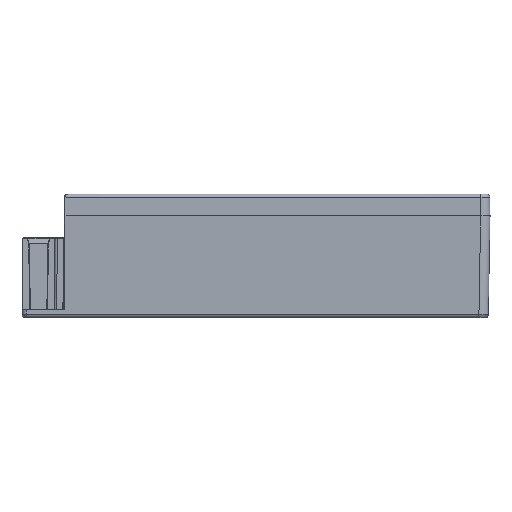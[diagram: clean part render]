
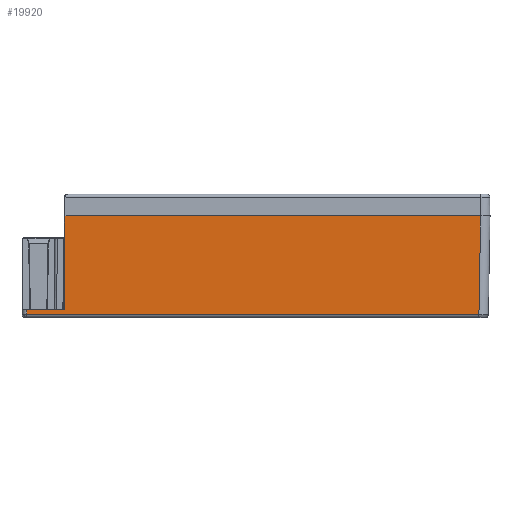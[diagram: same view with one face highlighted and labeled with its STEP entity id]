
A CAD part, top view. The second image highlights one B-rep face of the part: STEP entity #19920.
In plain terms, the highlighted planar face has unit normal (0, -0.018, 1).
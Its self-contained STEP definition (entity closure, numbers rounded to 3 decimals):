
#613 = FACE_OUTER_BOUND ( 'NONE', #35257, .T. ) ;
#948 = VERTEX_POINT ( 'NONE', #28398 ) ;
#2897 = LINE ( 'NONE', #66726, #17297 ) ;
#3432 = CARTESIAN_POINT ( 'NONE',  ( 1.487, 0.983, 44.363 ) ) ;
#4056 = VERTEX_POINT ( 'NONE', #7423 ) ;
#4628 = VERTEX_POINT ( 'NONE', #42855 ) ;
#4795 = VECTOR ( 'NONE', #17212, 1000. ) ;
#7423 = CARTESIAN_POINT ( 'NONE',  ( 146.913, 32.5, 44.913 ) ) ;
#12503 = CARTESIAN_POINT ( 'NONE',  ( 1.5, 2.5, 44.389 ) ) ;
#12872 = CARTESIAN_POINT ( 'NONE',  ( 13.3, 2.5, 44.389 ) ) ;
#17010 = DIRECTION ( 'NONE',  ( 0.009, 1., 0.017 ) ) ;
#17212 = DIRECTION ( 'NONE',  ( -1., 0., 0. ) ) ;
#17297 = VECTOR ( 'NONE', #60606, 1000. ) ;
#19357 = VERTEX_POINT ( 'NONE', #12503 ) ;
#19920 = ADVANCED_FACE ( 'NONE', ( #613 ), #43846, .T. ) ;
#23623 = CARTESIAN_POINT ( 'NONE',  ( 1.807, 37.6, 45.002 ) ) ;
#28398 = CARTESIAN_POINT ( 'NONE',  ( 13.762, 32.5, 44.913 ) ) ;
#28506 = DIRECTION ( 'NONE',  ( -1., 0., 0. ) ) ;
#28769 = DIRECTION ( 'NONE',  ( -0.009, -1., -0.017 ) ) ;
#31972 = DIRECTION ( 'NONE',  ( -1., 0., 0. ) ) ;
#35257 = EDGE_LOOP ( 'NONE', ( #64466, #66444, #66651, #66873, #70155, #70648 ) ) ;
#35533 = CARTESIAN_POINT ( 'NONE',  ( 13.3, 0.983, 44.363 ) ) ;
#40694 = VECTOR ( 'NONE', #28506, 1000. ) ;
#42855 = CARTESIAN_POINT ( 'NONE',  ( 146.363, 0.983, 44.363 ) ) ;
#43060 = DIRECTION ( 'NONE',  ( 0., -1., -0.017 ) ) ;
#43222 = DIRECTION ( 'NONE',  ( 0., -0.017, 1. ) ) ;
#43753 = CARTESIAN_POINT ( 'NONE',  ( 13.3, 37.5, 45. ) ) ;
#43846 = PLANE ( 'NONE',  #79373 ) ;
#48334 = VECTOR ( 'NONE', #31972, 1000. ) ;
#50723 = CARTESIAN_POINT ( 'NONE',  ( 13.5, 2.5, 44.389 ) ) ;
#52273 = LINE ( 'NONE', #12872, #48334 ) ;
#55184 = LINE ( 'NONE', #71758, #57114 ) ;
#57114 = VECTOR ( 'NONE', #28769, 1000. ) ;
#60606 = DIRECTION ( 'NONE',  ( -0.017, -1., -0.017 ) ) ;
#61036 = EDGE_CURVE ( 'NONE', #78784, #19357, #75560, .T. ) ;
#64267 = VERTEX_POINT ( 'NONE', #50723 ) ;
#64466 = ORIENTED_EDGE ( 'NONE', *, *, #69649, .T. ) ;
#66444 = ORIENTED_EDGE ( 'NONE', *, *, #69985, .T. ) ;
#66651 = ORIENTED_EDGE ( 'NONE', *, *, #61036, .F. ) ;
#66684 = LINE ( 'NONE', #35533, #4795 ) ;
#66726 = CARTESIAN_POINT ( 'NONE',  ( 147.001, 37.552, 45.001 ) ) ;
#66873 = ORIENTED_EDGE ( 'NONE', *, *, #75483, .F. ) ;
#69633 = EDGE_CURVE ( 'NONE', #4056, #948, #76954, .T. ) ;
#69649 = EDGE_CURVE ( 'NONE', #948, #64267, #55184, .T. ) ;
#69985 = EDGE_CURVE ( 'NONE', #64267, #19357, #52273, .T. ) ;
#70155 = ORIENTED_EDGE ( 'NONE', *, *, #75496, .F. ) ;
#70648 = ORIENTED_EDGE ( 'NONE', *, *, #69633, .T. ) ;
#71758 = CARTESIAN_POINT ( 'NONE',  ( 13.762, 32.5, 44.913 ) ) ;
#73673 = VECTOR ( 'NONE', #17010, 1000. ) ;
#75483 = EDGE_CURVE ( 'NONE', #4628, #78784, #66684, .T. ) ;
#75496 = EDGE_CURVE ( 'NONE', #4056, #4628, #2897, .T. ) ;
#75560 = LINE ( 'NONE', #23623, #73673 ) ;
#76954 = LINE ( 'NONE', #77537, #40694 ) ;
#77537 = CARTESIAN_POINT ( 'NONE',  ( 13.3, 32.5, 44.913 ) ) ;
#78784 = VERTEX_POINT ( 'NONE', #3432 ) ;
#79373 = AXIS2_PLACEMENT_3D ( 'NONE', #43753, #43222, #43060 ) ;
